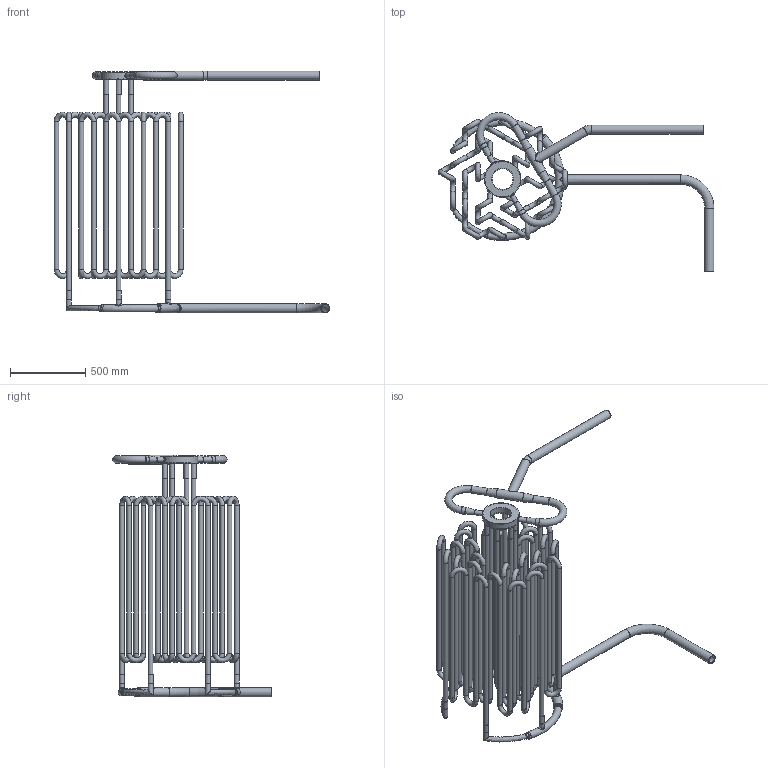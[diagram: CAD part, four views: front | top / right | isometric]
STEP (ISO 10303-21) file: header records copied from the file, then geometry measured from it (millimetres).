
FILE_DESCRIPTION(/* description */ ('STEP AP214'),/* implementation_level */ '2;1');
FILE_NAME(/* name */ '6145dc41ffd68e63b934b74c',/* time_stamp */ '2021-09-18T12:32:02+00:00',/* author */ (''),/* organization */ (''),/* preprocessor_version */ 'ST-DEVELOPER v18.1',/* originating_system */ ' ',/* authorisation */ ' ');
FILE_SCHEMA (('AUTOMOTIVE_DESIGN {1 0 10303 214 3 1 1}'));
Length unit declared in the file: metre
Products named in the file (1): fuel_circuit
Bounding box: 1830.69 x 1050.41 x 1605.87 mm (x, y, z)
Volume: 10307858.6 mm3; surface area: 16900716.6 mm2
Topology: 1 solids, 1 shells, 384 faces, 1054 edges, 691 vertices
Faces by surface type: cylinder 176, torus 140, plane 34, bspline 26, cone 8
Full cylindrical faces by diameter (mm): 26.67 x8, 29.845 x66, 31.369 x66, 32.956 x6, 33.401 x8, 40.894 x4, 48.26 x4, 52.578 x4, 52.705 x1, 60.325 x3, 61.912 x2, 137.583 x1, 146.05 x1, 234.95 x1, 243.417 x1
Entity records: 15804 total; most frequent: CARTESIAN_POINT 9286, DIRECTION 1410, ORIENTED_EDGE 810, EDGE_LOOP 792, FACE_BOUND 792, AXIS2_PLACEMENT_3D 705, EDGE_CURVE 405, VERTEX_POINT 401
